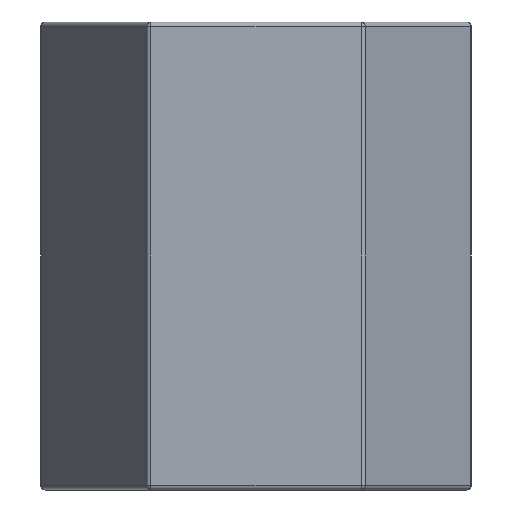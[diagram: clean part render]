
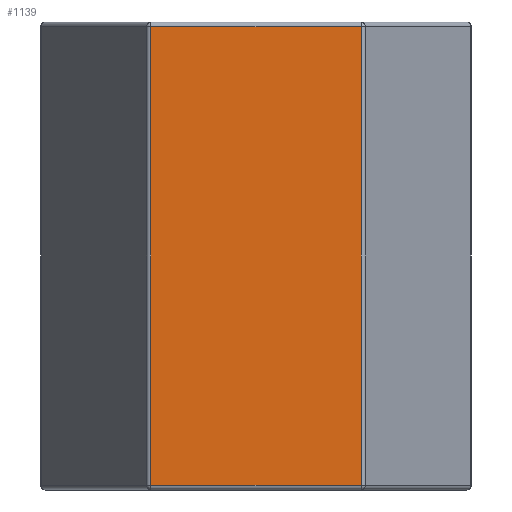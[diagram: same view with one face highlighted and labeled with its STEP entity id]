
A CAD part, front view. The second image highlights one B-rep face of the part: STEP entity #1139.
In plain terms, the highlighted planar face has unit normal (0, -1, 0).
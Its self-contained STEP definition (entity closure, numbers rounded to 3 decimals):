
#19 = AXIS2_PLACEMENT_3D ( 'NONE', #111, #795, #1060 ) ;
#33 = DIRECTION ( 'NONE',  ( -1., 0., 0. ) ) ;
#53 = CARTESIAN_POINT ( 'NONE',  ( -2.309, -4., 9.9 ) ) ;
#89 = FACE_OUTER_BOUND ( 'NONE', #637, .T. ) ;
#111 = CARTESIAN_POINT ( 'NONE',  ( -2.309, -4., 10. ) ) ;
#136 = CARTESIAN_POINT ( 'NONE',  ( 2.252, -4., 0.1 ) ) ;
#143 = DIRECTION ( 'NONE',  ( 0., 0., -1. ) ) ;
#163 = CARTESIAN_POINT ( 'NONE',  ( 2.252, -4., 10. ) ) ;
#176 = DIRECTION ( 'NONE',  ( 0., 0., 1. ) ) ;
#192 = CARTESIAN_POINT ( 'NONE',  ( -2.252, -4., 10. ) ) ;
#197 = VERTEX_POINT ( 'NONE', #136 ) ;
#206 = VECTOR ( 'NONE', #143, 1000. ) ;
#246 = LINE ( 'NONE', #192, #206 ) ;
#273 = ORIENTED_EDGE ( 'NONE', *, *, #931, .T. ) ;
#274 = VERTEX_POINT ( 'NONE', #1001 ) ;
#332 = ORIENTED_EDGE ( 'NONE', *, *, #958, .T. ) ;
#352 = ORIENTED_EDGE ( 'NONE', *, *, #1050, .T. ) ;
#484 = LINE ( 'NONE', #53, #1168 ) ;
#542 = VERTEX_POINT ( 'NONE', #816 ) ;
#559 = CARTESIAN_POINT ( 'NONE',  ( -2.309, -4., 0.1 ) ) ;
#637 = EDGE_LOOP ( 'NONE', ( #332, #871, #352, #273 ) ) ;
#654 = VERTEX_POINT ( 'NONE', #686 ) ;
#682 = VECTOR ( 'NONE', #1182, 1000. ) ;
#686 = CARTESIAN_POINT ( 'NONE',  ( 2.252, -4., 9.9 ) ) ;
#795 = DIRECTION ( 'NONE',  ( 0., 1., 0. ) ) ;
#816 = CARTESIAN_POINT ( 'NONE',  ( -2.252, -4., 9.9 ) ) ;
#843 = LINE ( 'NONE', #163, #1222 ) ;
#871 = ORIENTED_EDGE ( 'NONE', *, *, #935, .T. ) ;
#931 = EDGE_CURVE ( 'NONE', #197, #654, #843, .T. ) ;
#935 = EDGE_CURVE ( 'NONE', #542, #274, #246, .T. ) ;
#958 = EDGE_CURVE ( 'NONE', #654, #542, #484, .T. ) ;
#963 = LINE ( 'NONE', #559, #682 ) ;
#991 = PLANE ( 'NONE',  #19 ) ;
#1001 = CARTESIAN_POINT ( 'NONE',  ( -2.252, -4., 0.1 ) ) ;
#1050 = EDGE_CURVE ( 'NONE', #274, #197, #963, .T. ) ;
#1060 = DIRECTION ( 'NONE',  ( 0., 0., 1. ) ) ;
#1139 = ADVANCED_FACE ( 'NONE', ( #89 ), #991, .F. ) ;
#1168 = VECTOR ( 'NONE', #33, 1000. ) ;
#1182 = DIRECTION ( 'NONE',  ( 1., 0., 0. ) ) ;
#1222 = VECTOR ( 'NONE', #176, 1000. ) ;
